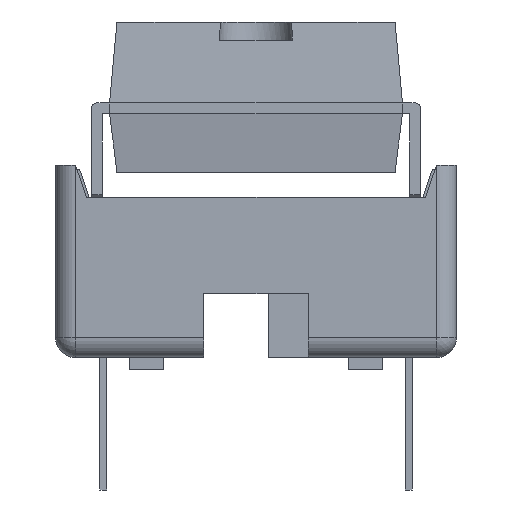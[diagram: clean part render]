
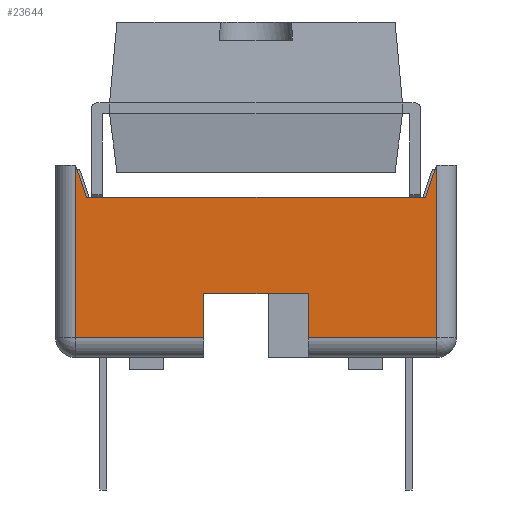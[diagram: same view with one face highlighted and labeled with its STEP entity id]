
A CAD part, left-side view. The second image highlights one B-rep face of the part: STEP entity #23644.
In plain terms, the highlighted planar face has unit normal (-1, 0, 0).
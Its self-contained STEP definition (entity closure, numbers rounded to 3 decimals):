
#892=FACE_OUTER_BOUND('',#2182,.T.);
#2182=EDGE_LOOP('',(#17774,#17775,#17776,#17777,#17778,#17779,#17780,#17781,
#17782,#17783));
#3996=LINE('',#34286,#7236);
#4005=LINE('',#34306,#7245);
#4023=LINE('',#34345,#7263);
#4128=LINE('',#34567,#7368);
#4219=LINE('',#34748,#7459);
#4291=LINE('',#34888,#7531);
#4438=LINE('',#35182,#7678);
#4441=LINE('',#35193,#7681);
#4442=LINE('',#35195,#7682);
#4443=LINE('',#35196,#7683);
#7236=VECTOR('',#27868,3.2);
#7245=VECTOR('',#27881,1.1);
#7263=VECTOR('',#27909,1.1);
#7368=VECTOR('',#28064,0.846);
#7459=VECTOR('',#28189,8.45);
#7531=VECTOR('',#28273,2.6);
#7678=VECTOR('',#28456,3.2);
#7681=VECTOR('',#28473,4.3);
#7682=VECTOR('',#28476,4.3);
#7683=VECTOR('',#28477,0.846);
#10207=VERTEX_POINT('',#34258);
#10212=VERTEX_POINT('',#34274);
#10214=VERTEX_POINT('',#34279);
#10225=VERTEX_POINT('',#34305);
#10240=VERTEX_POINT('',#34342);
#10241=VERTEX_POINT('',#34344);
#10249=VERTEX_POINT('',#34368);
#10333=VERTEX_POINT('',#34566);
#10406=VERTEX_POINT('',#34747);
#10597=VERTEX_POINT('',#35181);
#12776=EDGE_CURVE('',#10214,#10212,#3996,.T.);
#12785=EDGE_CURVE('',#10225,#10214,#4005,.T.);
#12805=EDGE_CURVE('',#10241,#10240,#4023,.T.);
#12916=EDGE_CURVE('',#10333,#10249,#4128,.T.);
#13011=EDGE_CURVE('',#10406,#10333,#4219,.T.);
#13085=EDGE_CURVE('',#10240,#10225,#4291,.T.);
#13232=EDGE_CURVE('',#10597,#10241,#4438,.T.);
#13238=EDGE_CURVE('',#10249,#10597,#4441,.T.);
#13239=EDGE_CURVE('',#10212,#10207,#4442,.T.);
#13240=EDGE_CURVE('',#10207,#10406,#4443,.T.);
#17774=ORIENTED_EDGE('',*,*,#13239,.T.);
#17775=ORIENTED_EDGE('',*,*,#13240,.T.);
#17776=ORIENTED_EDGE('',*,*,#13011,.T.);
#17777=ORIENTED_EDGE('',*,*,#12916,.T.);
#17778=ORIENTED_EDGE('',*,*,#13238,.T.);
#17779=ORIENTED_EDGE('',*,*,#13232,.T.);
#17780=ORIENTED_EDGE('',*,*,#12805,.T.);
#17781=ORIENTED_EDGE('',*,*,#13085,.T.);
#17782=ORIENTED_EDGE('',*,*,#12785,.T.);
#17783=ORIENTED_EDGE('',*,*,#12776,.T.);
#22444=PLANE('',#25048);
#23644=ADVANCED_FACE('',(#892),#22444,.T.);
#25048=AXIS2_PLACEMENT_3D('',#35194,#28474,#28475);
#27868=DIRECTION('',(0.,-1.,0.));
#27881=DIRECTION('',(0.,0.,-1.));
#27909=DIRECTION('',(0.,0.,1.));
#28064=DIRECTION('',(0.,0.325,0.946));
#28189=DIRECTION('',(0.,1.,0.));
#28273=DIRECTION('',(0.,-1.,0.));
#28456=DIRECTION('',(0.,-1.,0.));
#28473=DIRECTION('',(0.,0.,-1.));
#28474=DIRECTION('center_axis',(-1.,0.,0.));
#28475=DIRECTION('ref_axis',(0.,0.,1.));
#28476=DIRECTION('',(0.,0.,1.));
#28477=DIRECTION('',(0.,0.325,-0.946));
#34258=CARTESIAN_POINT('',(-17.78,-4.5,0.));
#34274=CARTESIAN_POINT('',(-17.78,-4.5,-4.3));
#34279=CARTESIAN_POINT('',(-17.78,-1.3,-4.3));
#34286=CARTESIAN_POINT('',(-17.78,-1.3,-4.3));
#34305=CARTESIAN_POINT('',(-17.78,-1.3,-3.2));
#34306=CARTESIAN_POINT('',(-17.78,-1.3,-3.2));
#34342=CARTESIAN_POINT('',(-17.78,1.3,-3.2));
#34344=CARTESIAN_POINT('',(-17.78,1.3,-4.3));
#34345=CARTESIAN_POINT('',(-17.78,1.3,-4.3));
#34368=CARTESIAN_POINT('',(-17.78,4.5,0.));
#34566=CARTESIAN_POINT('',(-17.78,4.225,-0.8));
#34567=CARTESIAN_POINT('',(-17.78,4.225,-0.8));
#34747=CARTESIAN_POINT('',(-17.78,-4.225,-0.8));
#34748=CARTESIAN_POINT('',(-17.78,-4.225,-0.8));
#34888=CARTESIAN_POINT('',(-17.78,1.3,-3.2));
#35181=CARTESIAN_POINT('',(-17.78,4.5,-4.3));
#35182=CARTESIAN_POINT('',(-17.78,4.5,-4.3));
#35193=CARTESIAN_POINT('',(-17.78,4.5,0.));
#35194=CARTESIAN_POINT('Origin',(-17.78,0.,0.));
#35195=CARTESIAN_POINT('',(-17.78,-4.5,-4.3));
#35196=CARTESIAN_POINT('',(-17.78,-4.5,0.));
